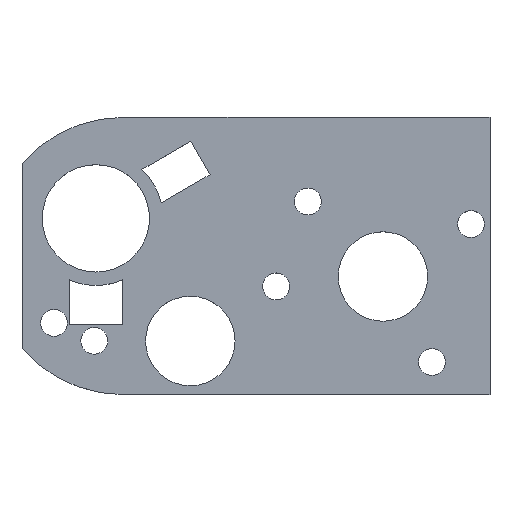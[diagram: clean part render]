
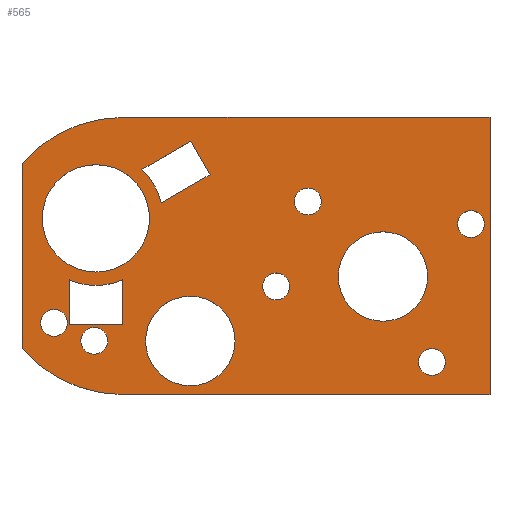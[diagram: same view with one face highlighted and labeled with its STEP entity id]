
A CAD part, top view. The second image highlights one B-rep face of the part: STEP entity #565.
In plain terms, the highlighted planar face has unit normal (0, 0, 1).
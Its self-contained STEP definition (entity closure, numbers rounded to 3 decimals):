
#26=FACE_BOUND('',#116,.T.);
#27=FACE_BOUND('',#117,.T.);
#28=FACE_BOUND('',#118,.T.);
#29=FACE_BOUND('',#119,.T.);
#30=FACE_BOUND('',#120,.T.);
#31=FACE_BOUND('',#121,.T.);
#32=FACE_BOUND('',#122,.T.);
#33=FACE_BOUND('',#123,.T.);
#34=FACE_BOUND('',#124,.T.);
#35=FACE_BOUND('',#125,.T.);
#36=FACE_BOUND('',#126,.T.);
#50=PLANE('',#632);
#77=FACE_OUTER_BOUND('',#115,.T.);
#115=EDGE_LOOP('',(#501,#502,#503,#504,#505,#506,#507,#508));
#116=EDGE_LOOP('',(#509));
#117=EDGE_LOOP('',(#510));
#118=EDGE_LOOP('',(#511,#512,#513,#514));
#119=EDGE_LOOP('',(#515));
#120=EDGE_LOOP('',(#516));
#121=EDGE_LOOP('',(#517));
#122=EDGE_LOOP('',(#518));
#123=EDGE_LOOP('',(#519));
#124=EDGE_LOOP('',(#520,#521,#522,#523));
#125=EDGE_LOOP('',(#524));
#126=EDGE_LOOP('',(#525));
#129=LINE('',#806,#178);
#133=LINE('',#814,#182);
#137=LINE('',#825,#186);
#144=LINE('',#860,#193);
#149=LINE('',#874,#198);
#152=LINE('',#879,#201);
#156=LINE('',#896,#205);
#160=LINE('',#904,#209);
#163=LINE('',#910,#212);
#166=LINE('',#916,#215);
#170=LINE('',#928,#219);
#174=LINE('',#939,#223);
#178=VECTOR('',#651,10.);
#182=VECTOR('',#657,10.);
#186=VECTOR('',#669,10.);
#193=VECTOR('',#708,10.);
#198=VECTOR('',#721,10.);
#201=VECTOR('',#726,10.);
#205=VECTOR('',#744,10.);
#209=VECTOR('',#750,10.);
#212=VECTOR('',#755,10.);
#215=VECTOR('',#760,10.);
#219=VECTOR('',#772,10.);
#223=VECTOR('',#784,10.);
#226=CIRCLE('',#582,5.);
#228=CIRCLE('',#585,1.5);
#229=CIRCLE('',#589,7.5);
#232=CIRCLE('',#594,1.5);
#234=CIRCLE('',#597,5.);
#236=CIRCLE('',#600,1.5);
#238=CIRCLE('',#603,1.5);
#240=CIRCLE('',#606,6.);
#241=CIRCLE('',#609,7.5);
#244=CIRCLE('',#615,1.5);
#246=CIRCLE('',#618,1.5);
#247=CIRCLE('',#624,15.);
#249=CIRCLE('',#628,15.);
#252=VERTEX_POINT('',#794);
#254=VERTEX_POINT('',#800);
#255=VERTEX_POINT('',#804);
#256=VERTEX_POINT('',#805);
#259=VERTEX_POINT('',#813);
#261=VERTEX_POINT('',#819);
#264=VERTEX_POINT('',#830);
#266=VERTEX_POINT('',#836);
#268=VERTEX_POINT('',#842);
#270=VERTEX_POINT('',#848);
#272=VERTEX_POINT('',#854);
#273=VERTEX_POINT('',#858);
#274=VERTEX_POINT('',#859);
#277=VERTEX_POINT('',#867);
#279=VERTEX_POINT('',#873);
#282=VERTEX_POINT('',#884);
#284=VERTEX_POINT('',#890);
#285=VERTEX_POINT('',#894);
#286=VERTEX_POINT('',#895);
#289=VERTEX_POINT('',#903);
#291=VERTEX_POINT('',#909);
#293=VERTEX_POINT('',#915);
#295=VERTEX_POINT('',#921);
#297=VERTEX_POINT('',#927);
#299=VERTEX_POINT('',#933);
#303=EDGE_CURVE('',#252,#252,#226,.T.);
#306=EDGE_CURVE('',#254,#254,#228,.T.);
#307=EDGE_CURVE('',#255,#256,#129,.T.);
#311=EDGE_CURVE('',#259,#255,#133,.T.);
#314=EDGE_CURVE('',#261,#259,#229,.T.);
#317=EDGE_CURVE('',#256,#261,#137,.T.);
#321=EDGE_CURVE('',#264,#264,#232,.T.);
#324=EDGE_CURVE('',#266,#266,#234,.T.);
#327=EDGE_CURVE('',#268,#268,#236,.T.);
#330=EDGE_CURVE('',#270,#270,#238,.T.);
#333=EDGE_CURVE('',#272,#272,#240,.T.);
#334=EDGE_CURVE('',#273,#274,#144,.T.);
#338=EDGE_CURVE('',#277,#273,#241,.T.);
#341=EDGE_CURVE('',#279,#277,#149,.T.);
#344=EDGE_CURVE('',#274,#279,#152,.T.);
#348=EDGE_CURVE('',#282,#282,#244,.T.);
#351=EDGE_CURVE('',#284,#284,#246,.T.);
#352=EDGE_CURVE('',#285,#286,#156,.T.);
#356=EDGE_CURVE('',#289,#286,#160,.T.);
#359=EDGE_CURVE('',#289,#291,#163,.T.);
#362=EDGE_CURVE('',#293,#291,#166,.T.);
#365=EDGE_CURVE('',#295,#293,#247,.T.);
#368=EDGE_CURVE('',#297,#295,#170,.T.);
#371=EDGE_CURVE('',#299,#297,#249,.T.);
#374=EDGE_CURVE('',#285,#299,#174,.T.);
#501=ORIENTED_EDGE('',*,*,#374,.F.);
#502=ORIENTED_EDGE('',*,*,#352,.T.);
#503=ORIENTED_EDGE('',*,*,#356,.F.);
#504=ORIENTED_EDGE('',*,*,#359,.T.);
#505=ORIENTED_EDGE('',*,*,#362,.F.);
#506=ORIENTED_EDGE('',*,*,#365,.F.);
#507=ORIENTED_EDGE('',*,*,#368,.F.);
#508=ORIENTED_EDGE('',*,*,#371,.F.);
#509=ORIENTED_EDGE('',*,*,#351,.F.);
#510=ORIENTED_EDGE('',*,*,#348,.F.);
#511=ORIENTED_EDGE('',*,*,#344,.F.);
#512=ORIENTED_EDGE('',*,*,#334,.F.);
#513=ORIENTED_EDGE('',*,*,#338,.F.);
#514=ORIENTED_EDGE('',*,*,#341,.F.);
#515=ORIENTED_EDGE('',*,*,#333,.F.);
#516=ORIENTED_EDGE('',*,*,#330,.F.);
#517=ORIENTED_EDGE('',*,*,#327,.F.);
#518=ORIENTED_EDGE('',*,*,#324,.F.);
#519=ORIENTED_EDGE('',*,*,#321,.F.);
#520=ORIENTED_EDGE('',*,*,#317,.F.);
#521=ORIENTED_EDGE('',*,*,#307,.F.);
#522=ORIENTED_EDGE('',*,*,#311,.F.);
#523=ORIENTED_EDGE('',*,*,#314,.F.);
#524=ORIENTED_EDGE('',*,*,#306,.F.);
#525=ORIENTED_EDGE('',*,*,#303,.F.);
#565=ADVANCED_FACE('',(#77,#26,#27,#28,#29,#30,#31,#32,#33,#34,#35,#36),
#50,.F.);
#582=AXIS2_PLACEMENT_3D('',#796,#640,#641);
#585=AXIS2_PLACEMENT_3D('',#802,#647,#648);
#589=AXIS2_PLACEMENT_3D('',#820,#662,#663);
#594=AXIS2_PLACEMENT_3D('',#832,#676,#677);
#597=AXIS2_PLACEMENT_3D('',#838,#683,#684);
#600=AXIS2_PLACEMENT_3D('',#844,#690,#691);
#603=AXIS2_PLACEMENT_3D('',#850,#697,#698);
#606=AXIS2_PLACEMENT_3D('',#856,#704,#705);
#609=AXIS2_PLACEMENT_3D('',#868,#714,#715);
#615=AXIS2_PLACEMENT_3D('',#886,#733,#734);
#618=AXIS2_PLACEMENT_3D('',#892,#740,#741);
#624=AXIS2_PLACEMENT_3D('',#922,#765,#766);
#628=AXIS2_PLACEMENT_3D('',#934,#777,#778);
#632=AXIS2_PLACEMENT_3D('',#942,#788,#789);
#640=DIRECTION('center_axis',(0.,0.,1.));
#641=DIRECTION('ref_axis',(1.,0.,0.));
#647=DIRECTION('center_axis',(0.,0.,1.));
#648=DIRECTION('ref_axis',(1.,0.,0.));
#651=DIRECTION('',(-0.5,0.866,0.));
#657=DIRECTION('',(0.866,0.5,0.));
#662=DIRECTION('center_axis',(0.,0.,-1.));
#663=DIRECTION('ref_axis',(1.,0.,0.));
#669=DIRECTION('',(-0.866,-0.5,0.));
#676=DIRECTION('center_axis',(0.,0.,1.));
#677=DIRECTION('ref_axis',(1.,0.,0.));
#683=DIRECTION('center_axis',(0.,0.,1.));
#684=DIRECTION('ref_axis',(1.,0.,0.));
#690=DIRECTION('center_axis',(0.,0.,1.));
#691=DIRECTION('ref_axis',(1.,0.,0.));
#697=DIRECTION('center_axis',(0.,0.,1.));
#698=DIRECTION('ref_axis',(1.,0.,0.));
#704=DIRECTION('center_axis',(0.,0.,1.));
#705=DIRECTION('ref_axis',(1.,0.,0.));
#708=DIRECTION('',(0.,-1.,0.));
#714=DIRECTION('center_axis',(0.,0.,-1.));
#715=DIRECTION('ref_axis',(1.,0.,0.));
#721=DIRECTION('',(0.,1.,0.));
#726=DIRECTION('',(1.,0.,0.));
#733=DIRECTION('center_axis',(0.,0.,1.));
#734=DIRECTION('ref_axis',(1.,0.,0.));
#740=DIRECTION('center_axis',(0.,0.,1.));
#741=DIRECTION('ref_axis',(1.,0.,0.));
#744=DIRECTION('',(0.,1.,0.));
#750=DIRECTION('',(1.,0.,0.));
#755=DIRECTION('',(-1.,0.,0.));
#760=DIRECTION('',(1.,0.,0.));
#765=DIRECTION('center_axis',(0.,0.,-1.));
#766=DIRECTION('ref_axis',(-0.754,0.657,0.));
#772=DIRECTION('',(0.,1.,0.));
#777=DIRECTION('center_axis',(0.,0.,-1.));
#778=DIRECTION('ref_axis',(0.,-1.,0.));
#784=DIRECTION('',(-1.,0.,0.));
#788=DIRECTION('center_axis',(0.,0.,-1.));
#789=DIRECTION('ref_axis',(1.,0.,0.));
#794=CARTESIAN_POINT('',(19.5,8.,73.));
#796=CARTESIAN_POINT('Origin',(24.5,8.,73.));
#800=CARTESIAN_POINT('',(12.268,8.025,73.));
#802=CARTESIAN_POINT('Origin',(13.768,8.025,73.));
#804=CARTESIAN_POINT('',(26.709,26.598,73.));
#805=CARTESIAN_POINT('',(24.559,30.322,73.));
#806=CARTESIAN_POINT('',(24.559,30.322,73.));
#813=CARTESIAN_POINT('',(21.243,23.443,73.));
#814=CARTESIAN_POINT('',(25.088,25.662,73.));
#819=CARTESIAN_POINT('',(19.089,27.164,73.));
#820=CARTESIAN_POINT('Origin',(13.948,21.703,73.));
#825=CARTESIAN_POINT('',(22.938,29.386,73.));
#830=CARTESIAN_POINT('',(7.768,10.025,73.));
#832=CARTESIAN_POINT('Origin',(9.268,10.025,73.));
#836=CARTESIAN_POINT('',(41.033,15.204,73.));
#838=CARTESIAN_POINT('Origin',(46.033,15.204,73.));
#842=CARTESIAN_POINT('',(32.6,14.1,73.));
#844=CARTESIAN_POINT('Origin',(34.1,14.1,73.));
#848=CARTESIAN_POINT('',(54.37,21.063,73.));
#850=CARTESIAN_POINT('Origin',(55.87,21.063,73.));
#854=CARTESIAN_POINT('',(7.948,21.703,73.));
#856=CARTESIAN_POINT('Origin',(13.948,21.703,73.));
#858=CARTESIAN_POINT('',(10.974,14.817,73.));
#859=CARTESIAN_POINT('',(10.974,9.885,73.));
#860=CARTESIAN_POINT('',(10.974,14.817,73.));
#867=CARTESIAN_POINT('',(16.949,14.829,73.));
#868=CARTESIAN_POINT('Origin',(13.948,21.703,73.));
#873=CARTESIAN_POINT('',(16.949,9.885,73.));
#874=CARTESIAN_POINT('',(16.949,9.885,73.));
#879=CARTESIAN_POINT('',(10.974,9.885,73.));
#884=CARTESIAN_POINT('',(50.005,5.647,73.));
#886=CARTESIAN_POINT('Origin',(51.505,5.647,73.));
#890=CARTESIAN_POINT('',(36.138,23.597,73.));
#892=CARTESIAN_POINT('Origin',(37.638,23.597,73.));
#894=CARTESIAN_POINT('',(58.,2.,73.));
#895=CARTESIAN_POINT('',(58.,33.,73.));
#896=CARTESIAN_POINT('',(58.,0.,73.));
#903=CARTESIAN_POINT('',(33.401,33.,73.));
#904=CARTESIAN_POINT('',(33.401,33.,73.));
#909=CARTESIAN_POINT('',(28.601,33.,73.));
#910=CARTESIAN_POINT('',(59.,33.,73.));
#915=CARTESIAN_POINT('',(17.,33.,73.));
#916=CARTESIAN_POINT('',(17.,33.,73.));
#921=CARTESIAN_POINT('',(5.686,27.849,73.));
#922=CARTESIAN_POINT('Origin',(17.,18.,73.));
#927=CARTESIAN_POINT('',(5.686,7.151,73.));
#928=CARTESIAN_POINT('',(5.686,7.151,73.));
#933=CARTESIAN_POINT('',(17.,2.,73.));
#934=CARTESIAN_POINT('Origin',(17.,17.,73.));
#939=CARTESIAN_POINT('',(59.,2.,73.));
#942=CARTESIAN_POINT('Origin',(31.843,17.5,73.));
